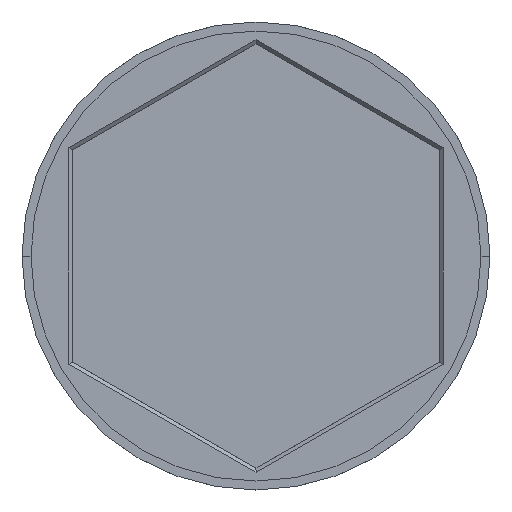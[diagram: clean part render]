
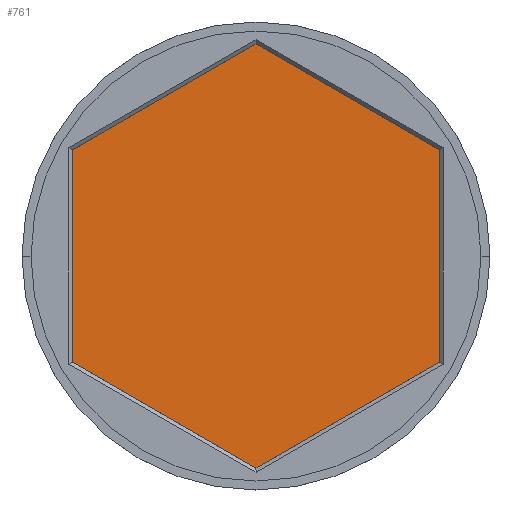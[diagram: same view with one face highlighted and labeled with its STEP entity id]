
A CAD part, top view. The second image highlights one B-rep face of the part: STEP entity #761.
In plain terms, the highlighted planar face has unit normal (0, 0, 1).
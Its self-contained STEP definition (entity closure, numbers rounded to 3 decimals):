
#12 = CARTESIAN_POINT ( 'NONE',  ( -10.2, 5.889, -2. ) ) ;
#29 = VECTOR ( 'NONE', #251, 1000. ) ;
#43 = VERTEX_POINT ( 'NONE', #683 ) ;
#51 = EDGE_CURVE ( 'NONE', #1227, #1466, #1417, .T. ) ;
#90 = CARTESIAN_POINT ( 'NONE',  ( 0., 0., -2. ) ) ;
#137 = EDGE_CURVE ( 'NONE', #43, #405, #652, .T. ) ;
#159 = ORIENTED_EDGE ( 'NONE', *, *, #698, .T. ) ;
#173 = VERTEX_POINT ( 'NONE', #1359 ) ;
#202 = DIRECTION ( 'NONE',  ( -0.866, 0.5, 0. ) ) ;
#251 = DIRECTION ( 'NONE',  ( 0.866, -0.5, 0. ) ) ;
#292 = ORIENTED_EDGE ( 'NONE', *, *, #1159, .T. ) ;
#301 = ORIENTED_EDGE ( 'NONE', *, *, #51, .T. ) ;
#315 = LINE ( 'NONE', #1003, #378 ) ;
#378 = VECTOR ( 'NONE', #881, 1000. ) ;
#395 = EDGE_LOOP ( 'NONE', ( #301, #159, #1408, #1296, #775, #292 ) ) ;
#405 = VERTEX_POINT ( 'NONE', #496 ) ;
#496 = CARTESIAN_POINT ( 'NONE',  ( 10.2, -5.889, -2. ) ) ;
#504 = DIRECTION ( 'NONE',  ( 0., -1., 0. ) ) ;
#528 = FACE_OUTER_BOUND ( 'NONE', #395, .T. ) ;
#536 = PLANE ( 'NONE',  #1298 ) ;
#592 = CARTESIAN_POINT ( 'NONE',  ( 10.2, 5.889, -2. ) ) ;
#598 = VECTOR ( 'NONE', #202, 1000. ) ;
#615 = CARTESIAN_POINT ( 'NONE',  ( -10.2, 5.889, -2. ) ) ;
#630 = CARTESIAN_POINT ( 'NONE',  ( 0., -11.778, -2. ) ) ;
#652 = LINE ( 'NONE', #630, #1220 ) ;
#683 = CARTESIAN_POINT ( 'NONE',  ( 0., -11.778, -2. ) ) ;
#698 = EDGE_CURVE ( 'NONE', #1466, #865, #703, .T. ) ;
#703 = LINE ( 'NONE', #1090, #1320 ) ;
#761 = ADVANCED_FACE ( 'NONE', ( #528 ), #536, .T. ) ;
#775 = ORIENTED_EDGE ( 'NONE', *, *, #137, .T. ) ;
#815 = CARTESIAN_POINT ( 'NONE',  ( 10.2, 5.889, -2. ) ) ;
#841 = LINE ( 'NONE', #1315, #29 ) ;
#865 = VERTEX_POINT ( 'NONE', #615 ) ;
#881 = DIRECTION ( 'NONE',  ( 0., 1., 0. ) ) ;
#920 = CARTESIAN_POINT ( 'NONE',  ( 0., 11.778, -2. ) ) ;
#1003 = CARTESIAN_POINT ( 'NONE',  ( 10.2, -5.889, -2. ) ) ;
#1059 = VECTOR ( 'NONE', #504, 1000. ) ;
#1090 = CARTESIAN_POINT ( 'NONE',  ( 0., 11.778, -2. ) ) ;
#1126 = LINE ( 'NONE', #12, #1059 ) ;
#1159 = EDGE_CURVE ( 'NONE', #405, #1227, #315, .T. ) ;
#1162 = DIRECTION ( 'NONE',  ( 1., 0., 0. ) ) ;
#1180 = DIRECTION ( 'NONE',  ( -0.866, -0.5, 0. ) ) ;
#1220 = VECTOR ( 'NONE', #1353, 1000. ) ;
#1227 = VERTEX_POINT ( 'NONE', #592 ) ;
#1267 = EDGE_CURVE ( 'NONE', #173, #43, #841, .T. ) ;
#1296 = ORIENTED_EDGE ( 'NONE', *, *, #1267, .T. ) ;
#1298 = AXIS2_PLACEMENT_3D ( 'NONE', #90, #1493, #1162 ) ;
#1315 = CARTESIAN_POINT ( 'NONE',  ( -10.2, -5.889, -2. ) ) ;
#1320 = VECTOR ( 'NONE', #1180, 1000. ) ;
#1353 = DIRECTION ( 'NONE',  ( 0.866, 0.5, 0. ) ) ;
#1359 = CARTESIAN_POINT ( 'NONE',  ( -10.2, -5.889, -2. ) ) ;
#1408 = ORIENTED_EDGE ( 'NONE', *, *, #1440, .T. ) ;
#1417 = LINE ( 'NONE', #815, #598 ) ;
#1440 = EDGE_CURVE ( 'NONE', #865, #173, #1126, .T. ) ;
#1466 = VERTEX_POINT ( 'NONE', #920 ) ;
#1493 = DIRECTION ( 'NONE',  ( 0., 0., 1. ) ) ;
